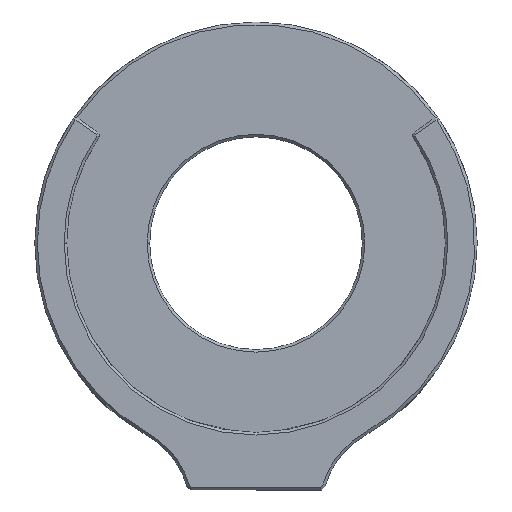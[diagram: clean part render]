
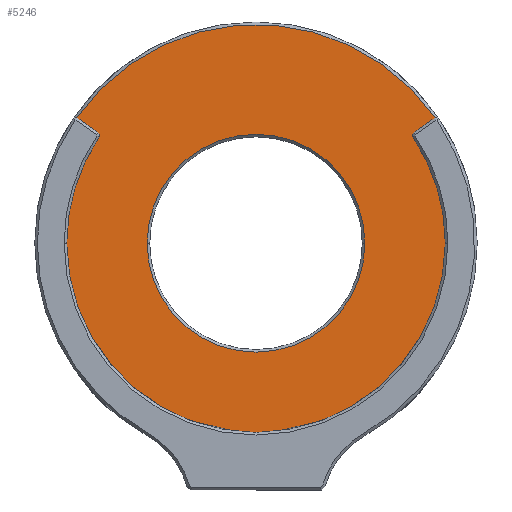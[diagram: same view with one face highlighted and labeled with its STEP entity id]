
A CAD part, top view. The second image highlights one B-rep face of the part: STEP entity #5246.
In plain terms, the highlighted planar face has unit normal (0, 0, 1).
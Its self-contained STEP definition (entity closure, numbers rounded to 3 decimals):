
#172 = CIRCLE ( 'NONE', #1550, 22.25 ) ;
#214 = VECTOR ( 'NONE', #5212, 1000. ) ;
#226 = DIRECTION ( 'NONE',  ( 1., 0., 0. ) ) ;
#240 = DIRECTION ( 'NONE',  ( 0., 0., 1. ) ) ;
#270 = ORIENTED_EDGE ( 'NONE', *, *, #791, .T. ) ;
#354 = CARTESIAN_POINT ( 'NONE',  ( 10.715, 7.315, 52. ) ) ;
#369 = DIRECTION ( 'NONE',  ( 0., 0., -1. ) ) ;
#436 = EDGE_CURVE ( 'NONE', #1924, #3352, #2214, .T. ) ;
#699 = CARTESIAN_POINT ( 'NONE',  ( -25.983, 7.143, 52. ) ) ;
#745 = VERTEX_POINT ( 'NONE', #3654 ) ;
#776 = DIRECTION ( 'NONE',  ( 0., 0., 1. ) ) ;
#791 = EDGE_CURVE ( 'NONE', #4803, #3352, #5348, .T. ) ;
#818 = ORIENTED_EDGE ( 'NONE', *, *, #930, .T. ) ;
#930 = EDGE_CURVE ( 'NONE', #1996, #1731, #4729, .T. ) ;
#935 = VERTEX_POINT ( 'NONE', #5062 ) ;
#949 = FACE_BOUND ( 'NONE', #3698, .T. ) ;
#1010 = CARTESIAN_POINT ( 'NONE',  ( 14.493, -5.619, 52. ) ) ;
#1011 = DIRECTION ( 'NONE',  ( 0., 0., 1. ) ) ;
#1083 = CIRCLE ( 'NONE', #2913, 12.8 ) ;
#1239 = DIRECTION ( 'NONE',  ( 1., 0., 0. ) ) ;
#1348 = AXIS2_PLACEMENT_3D ( 'NONE', #2725, #1011, #4481 ) ;
#1394 = EDGE_CURVE ( 'NONE', #1731, #3964, #3228, .T. ) ;
#1458 = VERTEX_POINT ( 'NONE', #3161 ) ;
#1460 = AXIS2_PLACEMENT_3D ( 'NONE', #1547, #1994, #1911 ) ;
#1547 = CARTESIAN_POINT ( 'NONE',  ( -7.757, -5.619, 52. ) ) ;
#1550 = AXIS2_PLACEMENT_3D ( 'NONE', #1860, #5443, #5009 ) ;
#1559 = CARTESIAN_POINT ( 'NONE',  ( -7.757, -5.619, 52. ) ) ;
#1623 = CARTESIAN_POINT ( 'NONE',  ( -7.757, -5.619, 52. ) ) ;
#1639 = LINE ( 'NONE', #2711, #2562 ) ;
#1731 = VERTEX_POINT ( 'NONE', #5650 ) ;
#1826 = EDGE_CURVE ( 'NONE', #3072, #1904, #4398, .T. ) ;
#1860 = CARTESIAN_POINT ( 'NONE',  ( -7.757, -5.619, 52. ) ) ;
#1895 = CARTESIAN_POINT ( 'NONE',  ( -7.757, -5.619, 52. ) ) ;
#1904 = VERTEX_POINT ( 'NONE', #354 ) ;
#1911 = DIRECTION ( 'NONE',  ( 1., 0., 0. ) ) ;
#1924 = VERTEX_POINT ( 'NONE', #3958 ) ;
#1994 = DIRECTION ( 'NONE',  ( 0., 0., 1. ) ) ;
#1996 = VERTEX_POINT ( 'NONE', #3029 ) ;
#1997 = AXIS2_PLACEMENT_3D ( 'NONE', #4116, #5369, #2689 ) ;
#2074 = CARTESIAN_POINT ( 'NONE',  ( -28.809, 9.122, 52. ) ) ;
#2200 = VERTEX_POINT ( 'NONE', #2958 ) ;
#2202 = EDGE_CURVE ( 'NONE', #1458, #2200, #2528, .T. ) ;
#2214 = LINE ( 'NONE', #699, #3896 ) ;
#2277 = ORIENTED_EDGE ( 'NONE', *, *, #5715, .T. ) ;
#2432 = ORIENTED_EDGE ( 'NONE', *, *, #3774, .T. ) ;
#2518 = ORIENTED_EDGE ( 'NONE', *, *, #436, .F. ) ;
#2528 = CIRCLE ( 'NONE', #4699, 12.8 ) ;
#2541 = PLANE ( 'NONE',  #4067 ) ;
#2562 = VECTOR ( 'NONE', #4042, 1000. ) ;
#2689 = DIRECTION ( 'NONE',  ( 1., 0., 0. ) ) ;
#2711 = CARTESIAN_POINT ( 'NONE',  ( 10.469, 7.143, 52. ) ) ;
#2725 = CARTESIAN_POINT ( 'NONE',  ( -7.757, -5.619, 52. ) ) ;
#2744 = CARTESIAN_POINT ( 'NONE',  ( -26.155, 6.895, 52. ) ) ;
#2773 = CARTESIAN_POINT ( 'NONE',  ( 10.64, 6.895, 52. ) ) ;
#2913 = AXIS2_PLACEMENT_3D ( 'NONE', #1895, #5498, #5024 ) ;
#2958 = CARTESIAN_POINT ( 'NONE',  ( 5.043, -5.619, 52. ) ) ;
#2980 = LINE ( 'NONE', #2744, #5137 ) ;
#3029 = CARTESIAN_POINT ( 'NONE',  ( -9.257, -27.818, 52. ) ) ;
#3072 = VERTEX_POINT ( 'NONE', #2773 ) ;
#3125 = ORIENTED_EDGE ( 'NONE', *, *, #3241, .T. ) ;
#3161 = CARTESIAN_POINT ( 'NONE',  ( -20.557, -5.619, 52. ) ) ;
#3169 = AXIS2_PLACEMENT_3D ( 'NONE', #4233, #3788, #3820 ) ;
#3228 = CIRCLE ( 'NONE', #1997, 22.25 ) ;
#3241 = EDGE_CURVE ( 'NONE', #935, #745, #5150, .T. ) ;
#3268 = ORIENTED_EDGE ( 'NONE', *, *, #3983, .T. ) ;
#3352 = VERTEX_POINT ( 'NONE', #2074 ) ;
#3463 = CARTESIAN_POINT ( 'NONE',  ( 10.715, 7.315, 52. ) ) ;
#3654 = CARTESIAN_POINT ( 'NONE',  ( -30.007, -5.619, 52. ) ) ;
#3698 = EDGE_LOOP ( 'NONE', ( #3268, #5143 ) ) ;
#3718 = EDGE_CURVE ( 'NONE', #4803, #1904, #1639, .T. ) ;
#3774 = EDGE_CURVE ( 'NONE', #745, #1996, #172, .T. ) ;
#3788 = DIRECTION ( 'NONE',  ( 0., 0., 1. ) ) ;
#3811 = DIRECTION ( 'NONE',  ( -0.819, 0.574, 0. ) ) ;
#3820 = DIRECTION ( 'NONE',  ( 1., 0., 0. ) ) ;
#3840 = EDGE_CURVE ( 'NONE', #1924, #935, #2980, .T. ) ;
#3852 = CARTESIAN_POINT ( 'NONE',  ( -7.757, -5.619, 52. ) ) ;
#3889 = CARTESIAN_POINT ( 'NONE',  ( 13.295, 9.122, 52. ) ) ;
#3896 = VECTOR ( 'NONE', #3811, 1000. ) ;
#3958 = CARTESIAN_POINT ( 'NONE',  ( -26.229, 7.315, 52. ) ) ;
#3964 = VERTEX_POINT ( 'NONE', #1010 ) ;
#3983 = EDGE_CURVE ( 'NONE', #2200, #1458, #1083, .T. ) ;
#4042 = DIRECTION ( 'NONE',  ( -0.819, -0.574, 0. ) ) ;
#4067 = AXIS2_PLACEMENT_3D ( 'NONE', #3852, #776, #5230 ) ;
#4116 = CARTESIAN_POINT ( 'NONE',  ( -7.757, -5.619, 52. ) ) ;
#4233 = CARTESIAN_POINT ( 'NONE',  ( -7.757, -5.619, 52. ) ) ;
#4398 = LINE ( 'NONE', #3463, #214 ) ;
#4481 = DIRECTION ( 'NONE',  ( 1., 0., 0. ) ) ;
#4515 = DIRECTION ( 'NONE',  ( 0.174, -0.985, 0. ) ) ;
#4699 = AXIS2_PLACEMENT_3D ( 'NONE', #1559, #369, #1239 ) ;
#4729 = CIRCLE ( 'NONE', #1460, 22.25 ) ;
#4803 = VERTEX_POINT ( 'NONE', #3889 ) ;
#4898 = ORIENTED_EDGE ( 'NONE', *, *, #3718, .F. ) ;
#4941 = ORIENTED_EDGE ( 'NONE', *, *, #3840, .T. ) ;
#5009 = DIRECTION ( 'NONE',  ( 1., 0., 0. ) ) ;
#5024 = DIRECTION ( 'NONE',  ( 1., 0., 0. ) ) ;
#5036 = CIRCLE ( 'NONE', #3169, 22.25 ) ;
#5062 = CARTESIAN_POINT ( 'NONE',  ( -26.155, 6.895, 52. ) ) ;
#5086 = FACE_OUTER_BOUND ( 'NONE', #5743, .T. ) ;
#5137 = VECTOR ( 'NONE', #4515, 1000. ) ;
#5143 = ORIENTED_EDGE ( 'NONE', *, *, #2202, .T. ) ;
#5150 = CIRCLE ( 'NONE', #5449, 22.25 ) ;
#5212 = DIRECTION ( 'NONE',  ( 0.174, 0.985, 0. ) ) ;
#5230 = DIRECTION ( 'NONE',  ( 1., 0., 0. ) ) ;
#5246 = ADVANCED_FACE ( 'NONE', ( #949, #5086 ), #2541, .T. ) ;
#5348 = CIRCLE ( 'NONE', #1348, 25.7 ) ;
#5369 = DIRECTION ( 'NONE',  ( 0., 0., 1. ) ) ;
#5443 = DIRECTION ( 'NONE',  ( 0., 0., 1. ) ) ;
#5449 = AXIS2_PLACEMENT_3D ( 'NONE', #1623, #240, #226 ) ;
#5497 = ORIENTED_EDGE ( 'NONE', *, *, #1394, .T. ) ;
#5498 = DIRECTION ( 'NONE',  ( 0., 0., -1. ) ) ;
#5650 = CARTESIAN_POINT ( 'NONE',  ( -6.257, -27.818, 52. ) ) ;
#5665 = ORIENTED_EDGE ( 'NONE', *, *, #1826, .T. ) ;
#5715 = EDGE_CURVE ( 'NONE', #3964, #3072, #5036, .T. ) ;
#5743 = EDGE_LOOP ( 'NONE', ( #4898, #270, #2518, #4941, #3125, #2432, #818, #5497, #2277, #5665 ) ) ;
